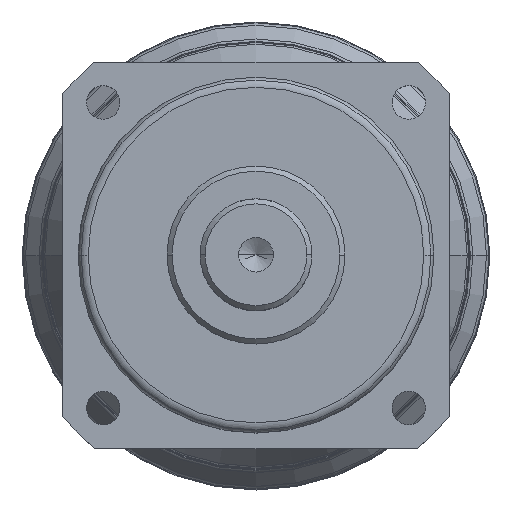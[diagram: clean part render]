
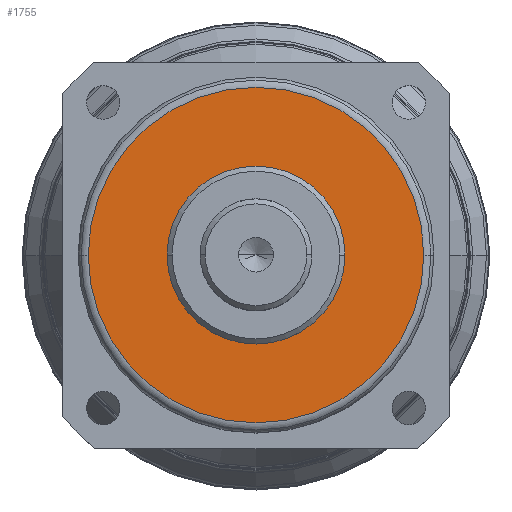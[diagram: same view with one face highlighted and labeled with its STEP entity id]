
A CAD part, top view. The second image highlights one B-rep face of the part: STEP entity #1755.
In plain terms, the highlighted planar face has unit normal (0, 0, 1).
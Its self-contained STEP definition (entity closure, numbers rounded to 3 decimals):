
#521=CARTESIAN_POINT('',(0.,0.,109.));
#522=DIRECTION('',(0.,0.,1.));
#523=DIRECTION('',(1.,0.,0.));
#524=AXIS2_PLACEMENT_3D('',#521,#522,#523);
#526=CARTESIAN_POINT('',(0.,0.,109.));
#527=DIRECTION('',(0.,0.,1.));
#528=DIRECTION('',(-1.,0.,0.));
#529=AXIS2_PLACEMENT_3D('',#526,#527,#528);
#531=CARTESIAN_POINT('',(0.,0.,109.));
#532=DIRECTION('',(0.,0.,-1.));
#533=DIRECTION('',(1.,0.,0.));
#534=AXIS2_PLACEMENT_3D('',#531,#532,#533);
#536=CARTESIAN_POINT('',(0.,0.,109.));
#537=DIRECTION('',(0.,0.,-1.));
#538=DIRECTION('',(-1.,0.,0.));
#539=AXIS2_PLACEMENT_3D('',#536,#537,#538);
#872=CARTESIAN_POINT('',(-17.5,0.,109.));
#873=VERTEX_POINT('',#872);
#874=CARTESIAN_POINT('',(17.5,0.,109.));
#875=VERTEX_POINT('',#874);
#894=CARTESIAN_POINT('',(-33.,0.,109.));
#895=VERTEX_POINT('',#894);
#896=CARTESIAN_POINT('',(33.,0.,109.));
#897=VERTEX_POINT('',#896);
#1739=CARTESIAN_POINT('',(0.,0.,109.));
#1740=DIRECTION('',(0.,0.,1.));
#1741=DIRECTION('',(1.,0.,0.));
#1742=AXIS2_PLACEMENT_3D('',#1739,#1740,#1741);
#1743=PLANE('',#1742);
#1744=ORIENTED_EDGE('',*,*,#1729,.F.);
#1746=ORIENTED_EDGE('',*,*,#1745,.F.);
#1747=EDGE_LOOP('',(#1744,#1746));
#1748=FACE_OUTER_BOUND('',#1747,.F.);
#1750=ORIENTED_EDGE('',*,*,#1749,.F.);
#1752=ORIENTED_EDGE('',*,*,#1751,.F.);
#1753=EDGE_LOOP('',(#1750,#1752));
#1754=FACE_BOUND('',#1753,.F.);
#1755=ADVANCED_FACE('',(#1748,#1754),#1743,.T.);
#525=CIRCLE('',#524,33.);
#530=CIRCLE('',#529,33.);
#535=CIRCLE('',#534,17.5);
#540=CIRCLE('',#539,17.5);
#1729=EDGE_CURVE('',#897,#895,#525,.T.);
#1745=EDGE_CURVE('',#895,#897,#530,.T.);
#1749=EDGE_CURVE('',#875,#873,#535,.T.);
#1751=EDGE_CURVE('',#873,#875,#540,.T.);
